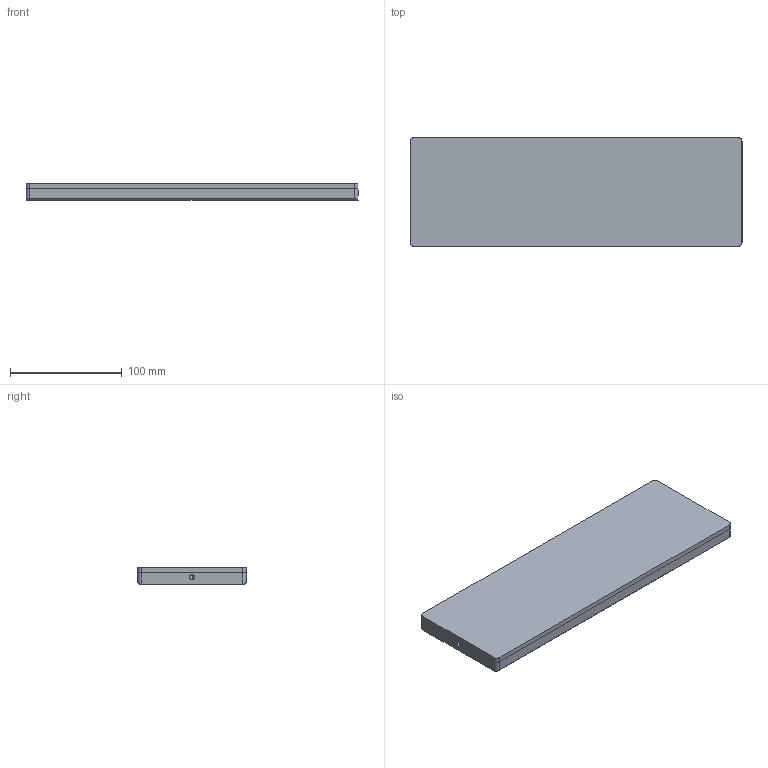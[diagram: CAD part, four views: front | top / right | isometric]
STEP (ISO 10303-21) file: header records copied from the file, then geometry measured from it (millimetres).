
FILE_DESCRIPTION (( 'STEP AP203' ), '1' );
FILE_NAME ('S17097315.STEP', '2015-10-26T21:02:01', ( '' ), ( '' ), 'SwSTEP 2.0', 'SolidWorks 2015', '' );
FILE_SCHEMA (( 'CONFIG_CONTROL_DESIGN' ));
Length unit declared in the file: millimetre
Products named in the file (1): S17097315
Bounding box: 296.9 x 96.9 x 15 mm (x, y, z)
Volume: 424803.3 mm3; surface area: 71330.9 mm2
Topology: 1 solids, 1 shells, 73 faces, 192 edges, 122 vertices
Faces by surface type: plane 39, cylinder 30, cone 4
Entity records: 2323 total; most frequent: CARTESIAN_POINT 444, ORIENTED_EDGE 376, DIRECTION 376, EDGE_CURVE 188, AXIS2_PLACEMENT_3D 126, VECTOR 124, LINE 124, VERTEX_POINT 122
